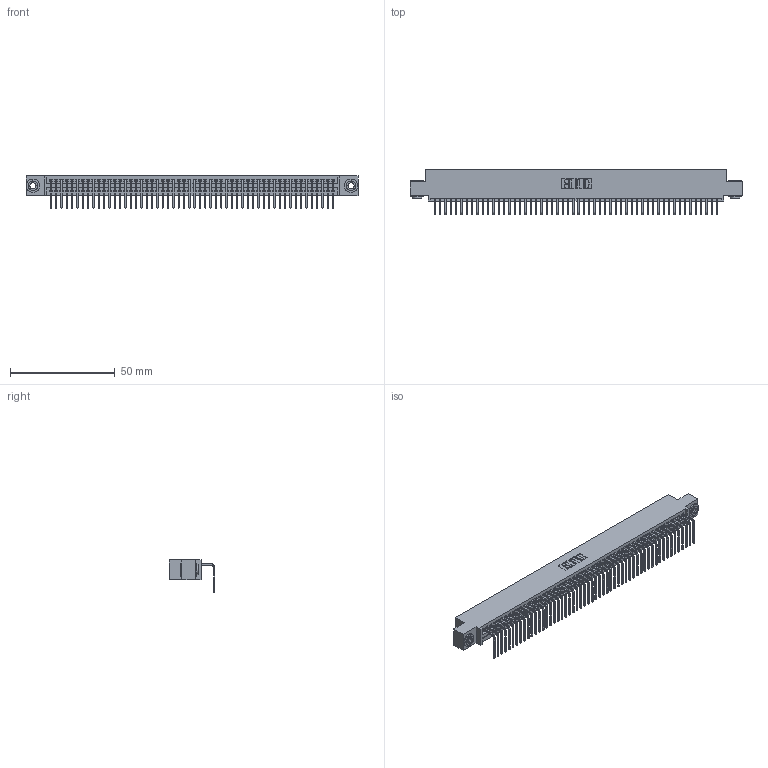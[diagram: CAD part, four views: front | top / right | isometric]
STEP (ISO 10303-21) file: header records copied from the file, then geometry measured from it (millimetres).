
FILE_DESCRIPTION (( 'STEP AP203' ), '1' );
FILE_NAME ('395-054-558-403.STEP', '2018-11-21T21:21:54', ( '' ), ( '' ), 'SwSTEP 2.0', 'SolidWorks 2016', '' );
FILE_SCHEMA (( 'CONFIG_CONTROL_DESIGN' ));
Length unit declared in the file: inch
Products named in the file (4): 345-292-001_558 Tail - 2; 395-054-558-403; 345-250-002_345-250-002-102; 345 Part_0.110 Offset - 0.156 Dia-TH
Assembly tree (57 placements, depth 2):
  395-054-558-403
    345 Part_0.110 Offset - 0.156 Dia-TH
    345-292-001_558 Tail - 2  x54
    345-250-002_345-250-002-102  x2
Bounding box: 158.37 x 21.83 x 15.37 mm (x, y, z)
Volume: 15266.3 mm3; surface area: 21804.2 mm2
Topology: 57 solids, 57 shells, 3408 faces, 10257 edges, 6762 vertices
Faces by surface type: plane 2362, cylinder 1038, cone 8
Entity records: 39892 total; most frequent: CARTESIAN_POINT 6889, ORIENTED_EDGE 6870, DIRECTION 6029, EDGE_CURVE 3435, LINE 3063, VECTOR 3063, VERTEX_POINT 2286, AXIS2_PLACEMENT_3D 1483
